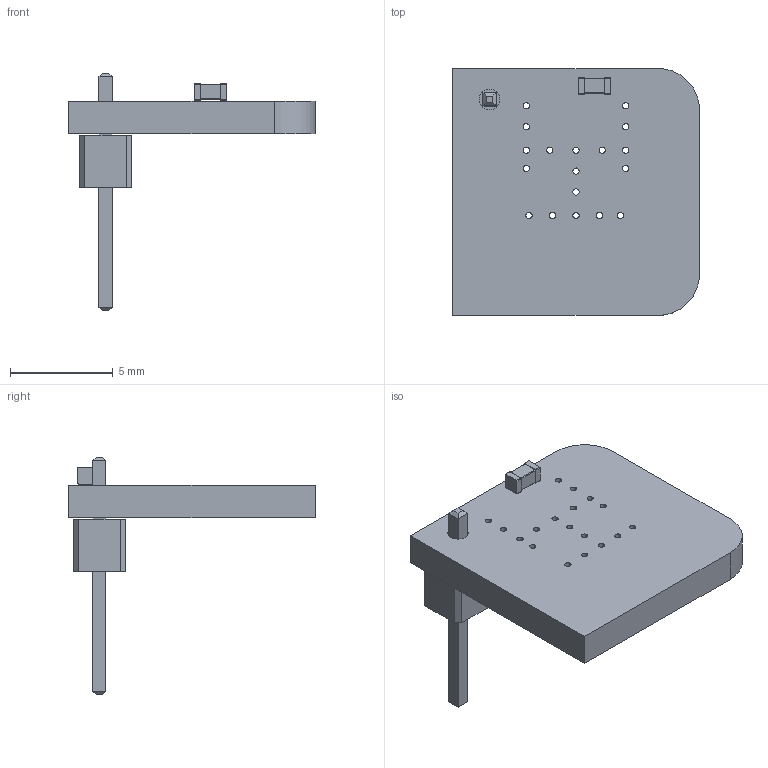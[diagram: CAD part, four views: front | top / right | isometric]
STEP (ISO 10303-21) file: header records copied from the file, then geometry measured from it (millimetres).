
FILE_DESCRIPTION(('KiCad electronic assembly'),'2;1');
FILE_NAME('bias_T_launch.step','2021-08-11T15:20:20',('An Author'),( 'A Company'),'Open CASCADE STEP processor 6.9', 'KiCad to STEP converter','Unknown');
FILE_SCHEMA(('AUTOMOTIVE_DESIGN { 1 0 10303 214 1 1 1 1 }'));
Length unit declared in the file: millimetre
Products named in the file (6): Open CASCADE STEP translator 6.9 1; C_0603_1608Metric; SOLID; PinHeader_1x01_P2.54mm_Vertical; COMPOUND
Assembly tree (5 placements, depth 3):
  Open CASCADE STEP translator 6.9 1
    C_0603_1608Metric
      SOLID
    PinHeader_1x01_P2.54mm_Vertical
      SOLID
    COMPOUND
Bounding box: 12 x 12 x 11.54 mm (x, y, z)
Volume: 245 mm3; surface area: 452.3 mm2
Topology: 3 solids, 3 shells, 83 faces, 211 edges, 138 vertices
Faces by surface type: plane 50, cylinder 33
Full cylindrical faces by diameter (mm): 0.3 x18, 1 x1
Entity records: 6001 total; most frequent: CARTESIAN_POINT 1184, DIRECTION 823, LINE 501, VECTOR 501, ORIENTED_EDGE 422, PCURVE 422, DEFINITIONAL_REPRESENTATION 422, EDGE_CURVE 211
